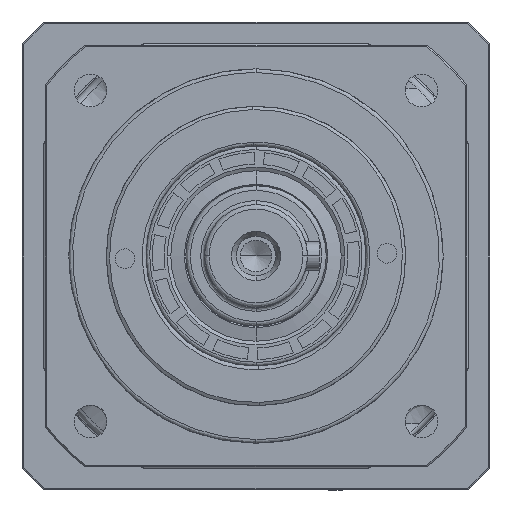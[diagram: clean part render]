
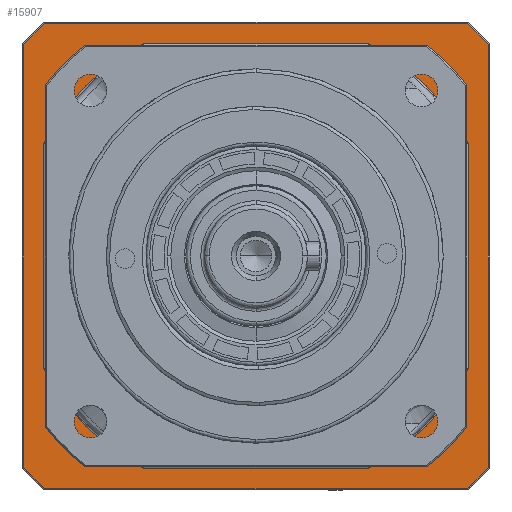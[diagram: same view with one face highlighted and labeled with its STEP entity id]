
A CAD part, left-side view. The second image highlights one B-rep face of the part: STEP entity #15907.
In plain terms, the highlighted face is planar.
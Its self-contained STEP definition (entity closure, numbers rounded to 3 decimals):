
#727 = VERTEX_POINT ( 'NONE', #17386 ) ;
#818 = VERTEX_POINT ( 'NONE', #16571 ) ;
#906 = CARTESIAN_POINT ( 'NONE',  ( 45.4, -24.1, 35.5 ) ) ;
#955 = EDGE_CURVE ( 'NONE', #727, #15552, #21048, .T. ) ;
#1173 = CARTESIAN_POINT ( 'NONE',  ( -45.4, -24.1, 35.5 ) ) ;
#1302 = VERTEX_POINT ( 'NONE', #12201 ) ;
#1375 = EDGE_CURVE ( 'NONE', #5444, #5246, #4033, .T. ) ;
#1447 = AXIS2_PLACEMENT_3D ( 'NONE', #5625, #5603, #5577 ) ;
#1564 = ORIENTED_EDGE ( 'NONE', *, *, #13258, .T. ) ;
#1647 = AXIS2_PLACEMENT_3D ( 'NONE', #15268, #15260, #15239 ) ;
#1949 = CARTESIAN_POINT ( 'NONE',  ( -24.1, -45.4, 35.5 ) ) ;
#2003 = EDGE_LOOP ( 'NONE', ( #18786, #20853, #16093, #17854, #19441, #15284, #15332, #15337 ) ) ;
#2416 = ORIENTED_EDGE ( 'NONE', *, *, #13074, .T. ) ;
#2677 = EDGE_CURVE ( 'NONE', #4108, #3245, #19899, .T. ) ;
#3003 = VERTEX_POINT ( 'NONE', #19083 ) ;
#3017 = CARTESIAN_POINT ( 'NONE',  ( -45.4, 24.1, 35.5 ) ) ;
#3162 = VECTOR ( 'NONE', #11310, 1000. ) ;
#3220 = CIRCLE ( 'NONE', #8691, 51.4 ) ;
#3245 = VERTEX_POINT ( 'NONE', #17063 ) ;
#3256 = CIRCLE ( 'NONE', #8612, 67.1 ) ;
#3277 = LINE ( 'NONE', #11323, #3162 ) ;
#3513 = VECTOR ( 'NONE', #4281, 1000. ) ;
#3595 = CIRCLE ( 'NONE', #1447, 67.1 ) ;
#3799 = VECTOR ( 'NONE', #10585, 1000. ) ;
#3824 = LINE ( 'NONE', #9829, #3799 ) ;
#3891 = VECTOR ( 'NONE', #11498, 1000. ) ;
#3942 = CIRCLE ( 'NONE', #7866, 51.4 ) ;
#4033 = LINE ( 'NONE', #11470, #3891 ) ;
#4108 = VERTEX_POINT ( 'NONE', #8715 ) ;
#4281 = DIRECTION ( 'NONE',  ( -1., 0., 0. ) ) ;
#4325 = CARTESIAN_POINT ( 'NONE',  ( 0., -45.4, 35.5 ) ) ;
#4458 = EDGE_CURVE ( 'NONE', #16245, #16612, #6785, .T. ) ;
#4785 = VERTEX_POINT ( 'NONE', #906 ) ;
#4935 = VERTEX_POINT ( 'NONE', #7253 ) ;
#5246 = VERTEX_POINT ( 'NONE', #11900 ) ;
#5300 = EDGE_CURVE ( 'NONE', #8605, #6315, #3277, .T. ) ;
#5347 = EDGE_CURVE ( 'NONE', #1302, #818, #3256, .T. ) ;
#5444 = VERTEX_POINT ( 'NONE', #10417 ) ;
#5457 = EDGE_CURVE ( 'NONE', #6315, #5444, #3942, .T. ) ;
#5462 = CARTESIAN_POINT ( 'NONE',  ( 24.1, -45.4, 35.5 ) ) ;
#5531 = ORIENTED_EDGE ( 'NONE', *, *, #5457, .T. ) ;
#5577 = DIRECTION ( 'NONE',  ( 1., 0., 0. ) ) ;
#5603 = DIRECTION ( 'NONE',  ( 0., 0., 1. ) ) ;
#5625 = CARTESIAN_POINT ( 'NONE',  ( 0., 0., 35.5 ) ) ;
#5712 = DIRECTION ( 'NONE',  ( 0., 1., 0. ) ) ;
#5741 = CARTESIAN_POINT ( 'NONE',  ( 49.6, 45.346, 35.5 ) ) ;
#6279 = LINE ( 'NONE', #14659, #6354 ) ;
#6315 = VERTEX_POINT ( 'NONE', #3017 ) ;
#6354 = VECTOR ( 'NONE', #16000, 1000. ) ;
#6428 = VECTOR ( 'NONE', #21850, 1000. ) ;
#6594 = DIRECTION ( 'NONE',  ( 1., 0., 0. ) ) ;
#6616 = DIRECTION ( 'NONE',  ( 0., 0., 1. ) ) ;
#6623 = CARTESIAN_POINT ( 'NONE',  ( 0., 0., 35.5 ) ) ;
#6785 = LINE ( 'NONE', #4325, #3513 ) ;
#7253 = CARTESIAN_POINT ( 'NONE',  ( 45.4, 24.1, 35.5 ) ) ;
#7319 = EDGE_CURVE ( 'NONE', #15552, #14451, #11809, .T. ) ;
#7800 = LINE ( 'NONE', #5741, #7839 ) ;
#7804 = EDGE_CURVE ( 'NONE', #5246, #4935, #14143, .T. ) ;
#7839 = VECTOR ( 'NONE', #5712, 1000. ) ;
#7866 = AXIS2_PLACEMENT_3D ( 'NONE', #10056, #10030, #10025 ) ;
#7908 = DIRECTION ( 'NONE',  ( 1., 0., 0. ) ) ;
#7933 = DIRECTION ( 'NONE',  ( 0., 0., 1. ) ) ;
#7947 = PLANE ( 'NONE',  #13419 ) ;
#8009 = CARTESIAN_POINT ( 'NONE',  ( 0., 0., 35.5 ) ) ;
#8551 = ORIENTED_EDGE ( 'NONE', *, *, #7804, .T. ) ;
#8605 = VERTEX_POINT ( 'NONE', #1173 ) ;
#8612 = AXIS2_PLACEMENT_3D ( 'NONE', #10917, #10896, #10891 ) ;
#8691 = AXIS2_PLACEMENT_3D ( 'NONE', #13550, #13525, #13503 ) ;
#8715 = CARTESIAN_POINT ( 'NONE',  ( -49.6, 45.191, 35.5 ) ) ;
#9524 = ORIENTED_EDGE ( 'NONE', *, *, #15673, .T. ) ;
#9618 = AXIS2_PLACEMENT_3D ( 'NONE', #11065, #10999, #10946 ) ;
#9829 = CARTESIAN_POINT ( 'NONE',  ( 45.4, 0., 35.5 ) ) ;
#10025 = DIRECTION ( 'NONE',  ( 1., 0., 0. ) ) ;
#10030 = DIRECTION ( 'NONE',  ( 0., 0., -1. ) ) ;
#10056 = CARTESIAN_POINT ( 'NONE',  ( 0., 0., 35.5 ) ) ;
#10069 = DIRECTION ( 'NONE',  ( 1., 0., 0. ) ) ;
#10105 = DIRECTION ( 'NONE',  ( 0., 0., -1. ) ) ;
#10129 = CARTESIAN_POINT ( 'NONE',  ( 0., 0., 35.5 ) ) ;
#10417 = CARTESIAN_POINT ( 'NONE',  ( -24.1, 45.4, 35.5 ) ) ;
#10585 = DIRECTION ( 'NONE',  ( 0., -1., 0. ) ) ;
#10891 = DIRECTION ( 'NONE',  ( 1., 0., 0. ) ) ;
#10896 = DIRECTION ( 'NONE',  ( 0., 0., 1. ) ) ;
#10917 = CARTESIAN_POINT ( 'NONE',  ( 0., 0., 35.5 ) ) ;
#10946 = DIRECTION ( 'NONE',  ( 1., 0., 0. ) ) ;
#10999 = DIRECTION ( 'NONE',  ( 0., 0., -1. ) ) ;
#11065 = CARTESIAN_POINT ( 'NONE',  ( 0., 0., 35.5 ) ) ;
#11222 = CARTESIAN_POINT ( 'NONE',  ( 45.191, 49.6, 35.5 ) ) ;
#11310 = DIRECTION ( 'NONE',  ( 0., 1., 0. ) ) ;
#11323 = CARTESIAN_POINT ( 'NONE',  ( -45.4, 0., 35.5 ) ) ;
#11470 = CARTESIAN_POINT ( 'NONE',  ( 0., 45.4, 35.5 ) ) ;
#11498 = DIRECTION ( 'NONE',  ( 1., 0., 0. ) ) ;
#11792 = VECTOR ( 'NONE', #16363, 1000. ) ;
#11809 = LINE ( 'NONE', #16990, #11792 ) ;
#11900 = CARTESIAN_POINT ( 'NONE',  ( 24.1, 45.4, 35.5 ) ) ;
#12166 = EDGE_CURVE ( 'NONE', #818, #727, #7800, .T. ) ;
#12169 = EDGE_CURVE ( 'NONE', #14451, #4108, #3595, .T. ) ;
#12201 = CARTESIAN_POINT ( 'NONE',  ( 45.191, -49.6, 35.5 ) ) ;
#12204 = AXIS2_PLACEMENT_3D ( 'NONE', #6623, #6616, #6594 ) ;
#12695 = ORIENTED_EDGE ( 'NONE', *, *, #5300, .T. ) ;
#13074 = EDGE_CURVE ( 'NONE', #4785, #16245, #3220, .T. ) ;
#13232 = CIRCLE ( 'NONE', #15533, 51.4 ) ;
#13258 = EDGE_CURVE ( 'NONE', #4935, #4785, #3824, .T. ) ;
#13419 = AXIS2_PLACEMENT_3D ( 'NONE', #8009, #7933, #7908 ) ;
#13503 = DIRECTION ( 'NONE',  ( 1., 0., 0. ) ) ;
#13525 = DIRECTION ( 'NONE',  ( 0., 0., -1. ) ) ;
#13550 = CARTESIAN_POINT ( 'NONE',  ( 0., 0., 35.5 ) ) ;
#13960 = EDGE_CURVE ( 'NONE', #3003, #1302, #6279, .T. ) ;
#14143 = CIRCLE ( 'NONE', #9618, 51.4 ) ;
#14204 = FACE_OUTER_BOUND ( 'NONE', #2003, .T. ) ;
#14229 = FACE_BOUND ( 'NONE', #18198, .T. ) ;
#14451 = VERTEX_POINT ( 'NONE', #15946 ) ;
#14551 = ORIENTED_EDGE ( 'NONE', *, *, #4458, .T. ) ;
#14659 = CARTESIAN_POINT ( 'NONE',  ( 45.346, -49.6, 35.5 ) ) ;
#14690 = CIRCLE ( 'NONE', #12204, 67.1 ) ;
#15239 = DIRECTION ( 'NONE',  ( 1., 0., 0. ) ) ;
#15260 = DIRECTION ( 'NONE',  ( 0., 0., 1. ) ) ;
#15268 = CARTESIAN_POINT ( 'NONE',  ( 0., 0., 35.5 ) ) ;
#15284 = ORIENTED_EDGE ( 'NONE', *, *, #12166, .T. ) ;
#15332 = ORIENTED_EDGE ( 'NONE', *, *, #955, .T. ) ;
#15337 = ORIENTED_EDGE ( 'NONE', *, *, #7319, .T. ) ;
#15533 = AXIS2_PLACEMENT_3D ( 'NONE', #10129, #10105, #10069 ) ;
#15552 = VERTEX_POINT ( 'NONE', #11222 ) ;
#15673 = EDGE_CURVE ( 'NONE', #16612, #8605, #13232, .T. ) ;
#15907 = ADVANCED_FACE ( 'NONE', ( #14229, #14204 ), #7947, .T. ) ;
#15946 = CARTESIAN_POINT ( 'NONE',  ( -45.191, 49.6, 35.5 ) ) ;
#16000 = DIRECTION ( 'NONE',  ( 1., 0., 0. ) ) ;
#16092 = EDGE_CURVE ( 'NONE', #3245, #3003, #14690, .T. ) ;
#16093 = ORIENTED_EDGE ( 'NONE', *, *, #16092, .T. ) ;
#16245 = VERTEX_POINT ( 'NONE', #5462 ) ;
#16363 = DIRECTION ( 'NONE',  ( -1., 0., 0. ) ) ;
#16406 = ORIENTED_EDGE ( 'NONE', *, *, #1375, .T. ) ;
#16571 = CARTESIAN_POINT ( 'NONE',  ( 49.6, -45.191, 35.5 ) ) ;
#16612 = VERTEX_POINT ( 'NONE', #1949 ) ;
#16990 = CARTESIAN_POINT ( 'NONE',  ( -45.346, 49.6, 35.5 ) ) ;
#17063 = CARTESIAN_POINT ( 'NONE',  ( -49.6, -45.191, 35.5 ) ) ;
#17386 = CARTESIAN_POINT ( 'NONE',  ( 49.6, 45.191, 35.5 ) ) ;
#17854 = ORIENTED_EDGE ( 'NONE', *, *, #13960, .T. ) ;
#18198 = EDGE_LOOP ( 'NONE', ( #14551, #9524, #12695, #5531, #16406, #8551, #1564, #2416 ) ) ;
#18786 = ORIENTED_EDGE ( 'NONE', *, *, #12169, .T. ) ;
#19083 = CARTESIAN_POINT ( 'NONE',  ( -45.191, -49.6, 35.5 ) ) ;
#19441 = ORIENTED_EDGE ( 'NONE', *, *, #5347, .T. ) ;
#19899 = LINE ( 'NONE', #21871, #6428 ) ;
#20853 = ORIENTED_EDGE ( 'NONE', *, *, #2677, .T. ) ;
#21048 = CIRCLE ( 'NONE', #1647, 67.1 ) ;
#21850 = DIRECTION ( 'NONE',  ( 0., -1., 0. ) ) ;
#21871 = CARTESIAN_POINT ( 'NONE',  ( -49.6, -45.346, 35.5 ) ) ;
